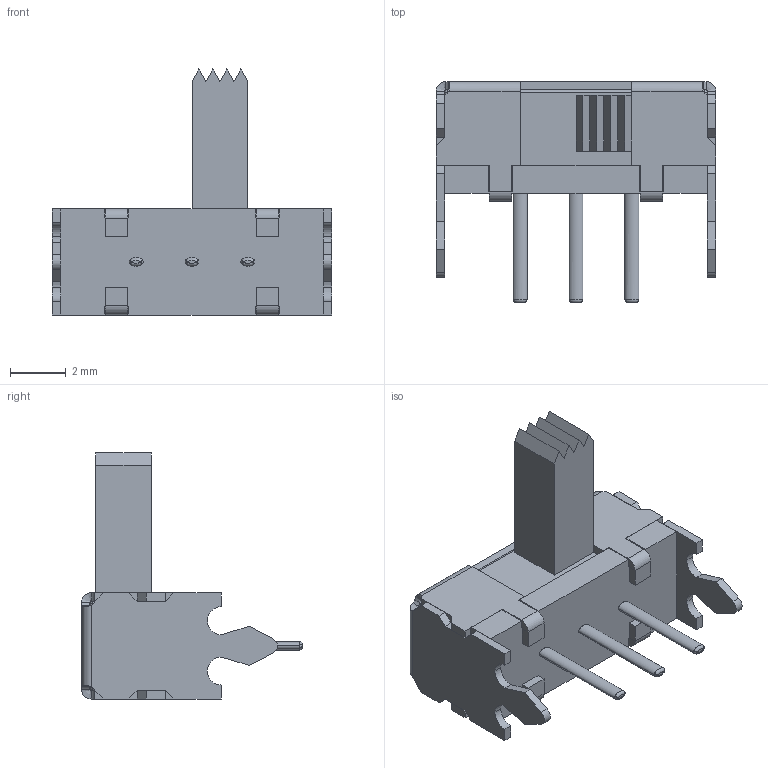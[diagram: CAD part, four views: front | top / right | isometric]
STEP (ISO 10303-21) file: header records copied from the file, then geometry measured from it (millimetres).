
FILE_DESCRIPTION (( 'STEP AP214' ), '1' );
FILE_NAME ('EG1213.STEP', '2018-12-14T12:10:58', ( '' ), ( '' ), 'SwSTEP 2.0', 'SolidWorks 2017', '' );
FILE_SCHEMA (( 'AUTOMOTIVE_DESIGN' ));
Length unit declared in the file: millimetre
Products named in the file (1): EG1213
Bounding box: 10 x 7.9 x 8.8 mm (x, y, z)
Volume: 170 mm3; surface area: 544.8 mm2
Topology: 6 solids, 6 shells, 260 faces, 643 edges, 382 vertices
Faces by surface type: plane 167, cylinder 60, bspline 28, sphere 4, torus 1
Entity records: 8455 total; most frequent: CARTESIAN_POINT 2528, ORIENTED_EDGE 1262, DIRECTION 1122, EDGE_CURVE 631, LINE 450, VECTOR 450, VERTEX_POINT 382, AXIS2_PLACEMENT_3D 336
